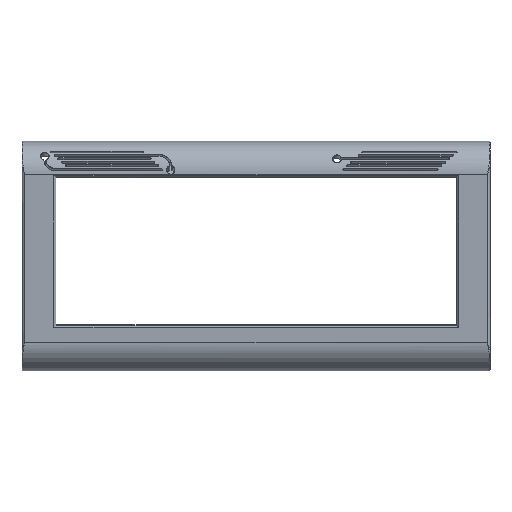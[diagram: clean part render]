
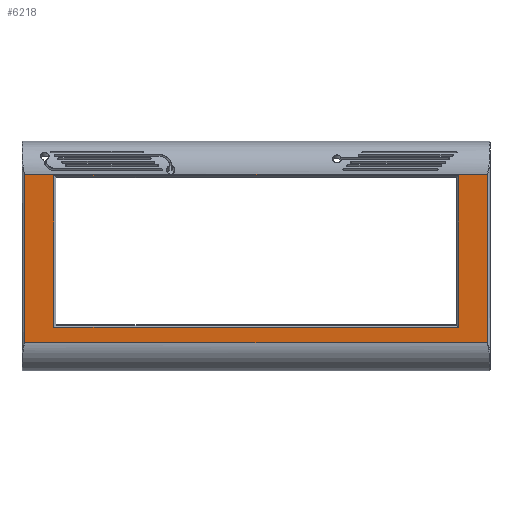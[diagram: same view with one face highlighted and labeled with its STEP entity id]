
A CAD part, top view. The second image highlights one B-rep face of the part: STEP entity #6218.
In plain terms, the highlighted planar face has unit normal (0, -0.07, 0.998).
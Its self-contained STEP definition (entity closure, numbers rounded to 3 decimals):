
#90=FACE_BOUND('',#881,.T.);
#530=FACE_OUTER_BOUND('',#880,.T.);
#880=EDGE_LOOP('',(#4671,#4672,#4673,#4674));
#881=EDGE_LOOP('',(#4675,#4676,#4677,#4678));
#1130=LINE('',#8679,#1832);
#1156=LINE('',#9407,#1858);
#1170=LINE('',#9613,#1872);
#1172=LINE('',#9617,#1874);
#1310=LINE('',#11403,#2012);
#1314=LINE('',#11411,#2016);
#1318=LINE('',#11419,#2020);
#1321=LINE('',#11423,#2023);
#1832=VECTOR('',#7009,10.);
#1858=VECTOR('',#7041,10.);
#1872=VECTOR('',#7139,10.);
#1874=VECTOR('',#7145,10.);
#2012=VECTOR('',#7427,10.);
#2016=VECTOR('',#7433,10.);
#2020=VECTOR('',#7439,10.);
#2023=VECTOR('',#7444,10.);
#2513=VERTEX_POINT('',#8483);
#2519=VERTEX_POINT('',#8553);
#2545=VERTEX_POINT('',#8678);
#2616=VERTEX_POINT('',#9443);
#2753=VERTEX_POINT('',#11401);
#2754=VERTEX_POINT('',#11402);
#2757=VERTEX_POINT('',#11410);
#2760=VERTEX_POINT('',#11418);
#3149=EDGE_CURVE('',#2513,#2545,#1130,.T.);
#3220=EDGE_CURVE('',#2519,#2513,#1156,.T.);
#3264=EDGE_CURVE('',#2616,#2519,#1170,.T.);
#3266=EDGE_CURVE('',#2545,#2616,#1172,.T.);
#3462=EDGE_CURVE('',#2753,#2754,#1310,.T.);
#3466=EDGE_CURVE('',#2754,#2757,#1314,.T.);
#3470=EDGE_CURVE('',#2757,#2760,#1318,.T.);
#3473=EDGE_CURVE('',#2760,#2753,#1321,.T.);
#4671=ORIENTED_EDGE('',*,*,#3149,.F.);
#4672=ORIENTED_EDGE('',*,*,#3220,.F.);
#4673=ORIENTED_EDGE('',*,*,#3264,.F.);
#4674=ORIENTED_EDGE('',*,*,#3266,.F.);
#4675=ORIENTED_EDGE('',*,*,#3462,.F.);
#4676=ORIENTED_EDGE('',*,*,#3473,.F.);
#4677=ORIENTED_EDGE('',*,*,#3470,.F.);
#4678=ORIENTED_EDGE('',*,*,#3466,.F.);
#5917=PLANE('',#6614);
#6218=ADVANCED_FACE('',(#530,#90),#5917,.F.);
#6614=AXIS2_PLACEMENT_3D('',#11438,#7456,#7457);
#7009=DIRECTION('',(1.,0.,0.));
#7041=DIRECTION('',(0.,0.998,0.07));
#7139=DIRECTION('',(-1.,0.,0.));
#7145=DIRECTION('',(0.,-0.998,-0.07));
#7427=DIRECTION('',(1.,0.,0.));
#7433=DIRECTION('',(0.,0.998,0.07));
#7439=DIRECTION('',(-1.,0.,0.));
#7444=DIRECTION('',(0.,-0.998,-0.07));
#7456=DIRECTION('center_axis',(0.,0.07,-0.998));
#7457=DIRECTION('ref_axis',(-1.,0.,0.));
#8483=CARTESIAN_POINT('',(-14.5,81.682,36.08));
#8553=CARTESIAN_POINT('',(-14.5,-7.101,29.872));
#8678=CARTESIAN_POINT('',(229.5,81.682,36.08));
#8679=CARTESIAN_POINT('',(107.5,81.682,36.08));
#9407=CARTESIAN_POINT('',(-14.5,37.29,32.976));
#9443=CARTESIAN_POINT('',(229.5,-7.101,29.872));
#9613=CARTESIAN_POINT('',(107.5,-7.101,29.872));
#9617=CARTESIAN_POINT('',(229.5,37.29,32.976));
#11401=CARTESIAN_POINT('',(0.857,0.96,30.436));
#11402=CARTESIAN_POINT('',(214.407,0.96,30.436));
#11403=CARTESIAN_POINT('',(55.179,0.96,30.436));
#11410=CARTESIAN_POINT('',(214.407,80.964,36.03));
#11411=CARTESIAN_POINT('',(214.407,20.123,31.776));
#11418=CARTESIAN_POINT('',(0.857,80.964,36.03));
#11419=CARTESIAN_POINT('',(159.953,80.964,36.03));
#11423=CARTESIAN_POINT('',(0.857,58.13,34.433));
#11438=CARTESIAN_POINT('Origin',(107.5,37.29,32.976));
